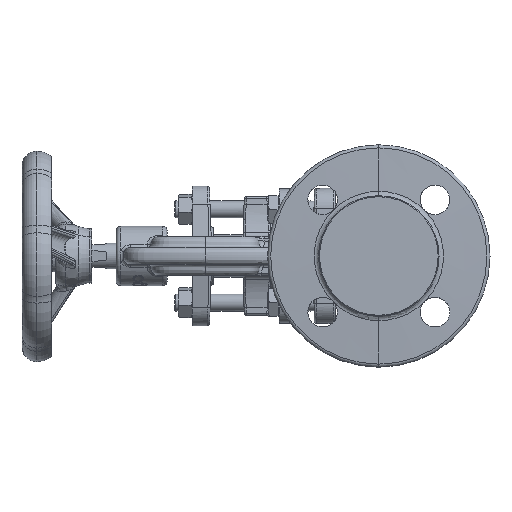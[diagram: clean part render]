
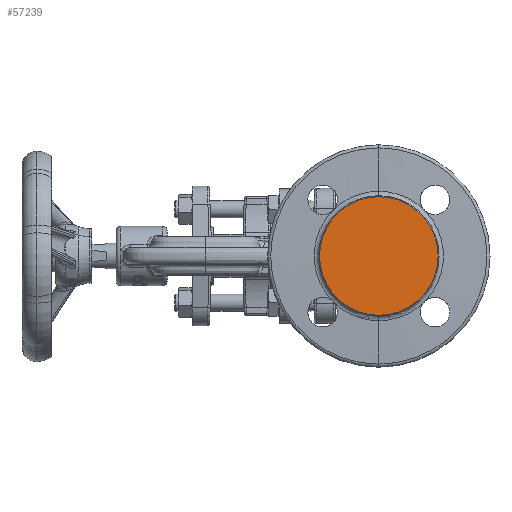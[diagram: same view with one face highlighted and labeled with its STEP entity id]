
A CAD part, left-side view. The second image highlights one B-rep face of the part: STEP entity #57239.
In plain terms, the highlighted planar face has unit normal (-1, 0, 0).
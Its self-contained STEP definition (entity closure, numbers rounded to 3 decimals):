
#421 = DIRECTION ( 'NONE',  ( -1., 0., 0. ) ) ;
#2930 = FACE_OUTER_BOUND ( 'NONE', #9515, .T. ) ;
#9515 = EDGE_LOOP ( 'NONE', ( #80657, #28783 ) ) ;
#11926 = CARTESIAN_POINT ( 'NONE',  ( -82.5, 0., 0. ) ) ;
#15041 = AXIS2_PLACEMENT_3D ( 'NONE', #11926, #421, #43127 ) ;
#28783 = ORIENTED_EDGE ( 'NONE', *, *, #38503, .T. ) ;
#34137 = DIRECTION ( 'NONE',  ( -1., 0., 0. ) ) ;
#38503 = EDGE_CURVE ( 'NONE', #77962, #43827, #90165, .T. ) ;
#38960 = AXIS2_PLACEMENT_3D ( 'NONE', #87067, #34137, #75564 ) ;
#43127 = DIRECTION ( 'NONE',  ( 0., 0., 1. ) ) ;
#43827 = VERTEX_POINT ( 'NONE', #111911 ) ;
#53981 = EDGE_CURVE ( 'NONE', #43827, #77962, #125608, .T. ) ;
#57239 = ADVANCED_FACE ( 'NONE', ( #2930 ), #85736, .T. ) ;
#67863 = DIRECTION ( 'NONE',  ( -1., 0., 0. ) ) ;
#75564 = DIRECTION ( 'NONE',  ( 0., 0., 1. ) ) ;
#77962 = VERTEX_POINT ( 'NONE', #116681 ) ;
#78055 = CARTESIAN_POINT ( 'NONE',  ( -82.5, 0., 0. ) ) ;
#80657 = ORIENTED_EDGE ( 'NONE', *, *, #53981, .T. ) ;
#85736 = PLANE ( 'NONE',  #38960 ) ;
#87067 = CARTESIAN_POINT ( 'NONE',  ( -82.5, 0., 0. ) ) ;
#90165 = CIRCLE ( 'NONE', #103244, 28. ) ;
#103244 = AXIS2_PLACEMENT_3D ( 'NONE', #78055, #67863, #109966 ) ;
#109966 = DIRECTION ( 'NONE',  ( 0., 0., 1. ) ) ;
#111911 = CARTESIAN_POINT ( 'NONE',  ( -82.5, 0., -28. ) ) ;
#116681 = CARTESIAN_POINT ( 'NONE',  ( -82.5, 0., 28. ) ) ;
#125608 = CIRCLE ( 'NONE', #15041, 28. ) ;
